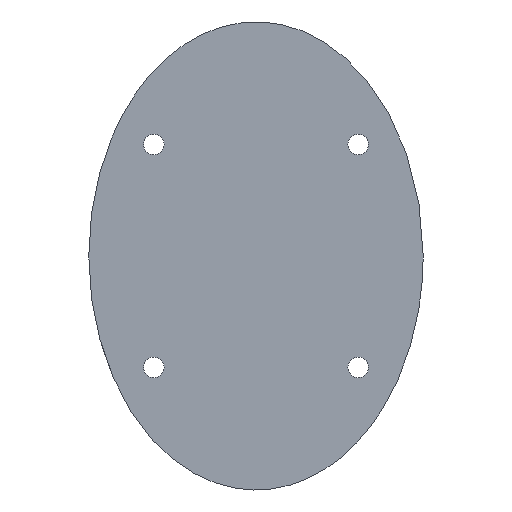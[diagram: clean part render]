
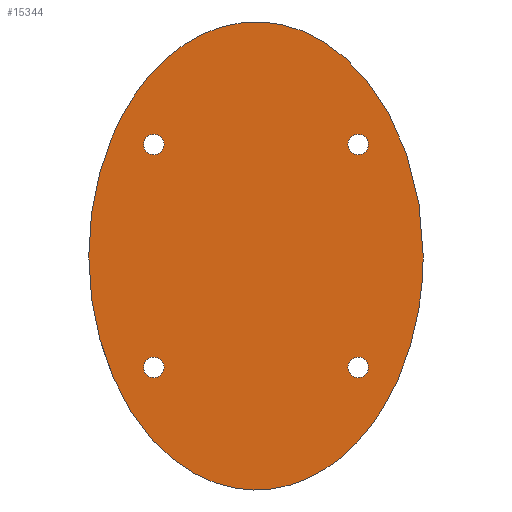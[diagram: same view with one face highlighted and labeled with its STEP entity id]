
A CAD part, left-side view. The second image highlights one B-rep face of the part: STEP entity #15344.
In plain terms, the highlighted planar face has unit normal (-1, 0, 0).
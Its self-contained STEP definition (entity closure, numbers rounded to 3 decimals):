
#99=FACE_BOUND('',#5572,.T.);
#100=FACE_BOUND('',#5573,.T.);
#101=FACE_BOUND('',#5574,.T.);
#102=FACE_BOUND('',#5575,.T.);
#453=CIRCLE('',#16252,2.75);
#455=CIRCLE('',#16255,2.75);
#457=CIRCLE('',#16258,2.75);
#459=CIRCLE('',#16261,2.75);
#523=ELLIPSE('',#16340,63.,45.);
#3921=PLANE('',#16341);
#4706=FACE_OUTER_BOUND('',#5571,.T.);
#5571=EDGE_LOOP('',(#13624));
#5572=EDGE_LOOP('',(#13625));
#5573=EDGE_LOOP('',(#13626));
#5574=EDGE_LOOP('',(#13627));
#5575=EDGE_LOOP('',(#13628));
#7281=VERTEX_POINT('',#43228);
#7283=VERTEX_POINT('',#43234);
#7285=VERTEX_POINT('',#43240);
#7287=VERTEX_POINT('',#43246);
#7332=VERTEX_POINT('',#44638);
#9336=EDGE_CURVE('',#7281,#7281,#453,.T.);
#9339=EDGE_CURVE('',#7283,#7283,#455,.T.);
#9342=EDGE_CURVE('',#7285,#7285,#457,.T.);
#9345=EDGE_CURVE('',#7287,#7287,#459,.T.);
#9436=EDGE_CURVE('',#7332,#7332,#523,.T.);
#13624=ORIENTED_EDGE('',*,*,#9436,.T.);
#13625=ORIENTED_EDGE('',*,*,#9336,.T.);
#13626=ORIENTED_EDGE('',*,*,#9339,.T.);
#13627=ORIENTED_EDGE('',*,*,#9342,.T.);
#13628=ORIENTED_EDGE('',*,*,#9345,.T.);
#15344=ADVANCED_FACE('',(#4706,#99,#100,#101,#102),#3921,.T.);
#16252=AXIS2_PLACEMENT_3D('',#43230,#19528,#19529);
#16255=AXIS2_PLACEMENT_3D('',#43236,#19535,#19536);
#16258=AXIS2_PLACEMENT_3D('',#43242,#19542,#19543);
#16261=AXIS2_PLACEMENT_3D('',#43248,#19549,#19550);
#16340=AXIS2_PLACEMENT_3D('',#44640,#19722,#19723);
#16341=AXIS2_PLACEMENT_3D('',#44641,#19724,#19725);
#19528=DIRECTION('center_axis',(1.,0.,0.));
#19529=DIRECTION('ref_axis',(0.,0.,1.));
#19535=DIRECTION('center_axis',(1.,0.,0.));
#19536=DIRECTION('ref_axis',(0.,0.,1.));
#19542=DIRECTION('center_axis',(1.,0.,0.));
#19543=DIRECTION('ref_axis',(0.,0.,1.));
#19549=DIRECTION('center_axis',(1.,0.,0.));
#19550=DIRECTION('ref_axis',(0.,0.,1.));
#19722=DIRECTION('center_axis',(-1.,0.,0.));
#19723=DIRECTION('ref_axis',(0.,0.,1.));
#19724=DIRECTION('center_axis',(-1.,0.,0.));
#19725=DIRECTION('ref_axis',(0.,0.,1.));
#43228=CARTESIAN_POINT('',(0.,72.5,30.25));
#43230=CARTESIAN_POINT('Origin',(0.,72.5,33.));
#43234=CARTESIAN_POINT('',(0.,72.5,90.25));
#43236=CARTESIAN_POINT('Origin',(0.,72.5,93.));
#43240=CARTESIAN_POINT('',(0.,17.5,30.25));
#43242=CARTESIAN_POINT('Origin',(0.,17.5,33.));
#43246=CARTESIAN_POINT('',(0.,17.5,90.25));
#43248=CARTESIAN_POINT('Origin',(0.,17.5,93.));
#44638=CARTESIAN_POINT('',(0.,0.,63.));
#44640=CARTESIAN_POINT('Origin',(0.,45.,63.));
#44641=CARTESIAN_POINT('Origin',(0.,0.,0.));
